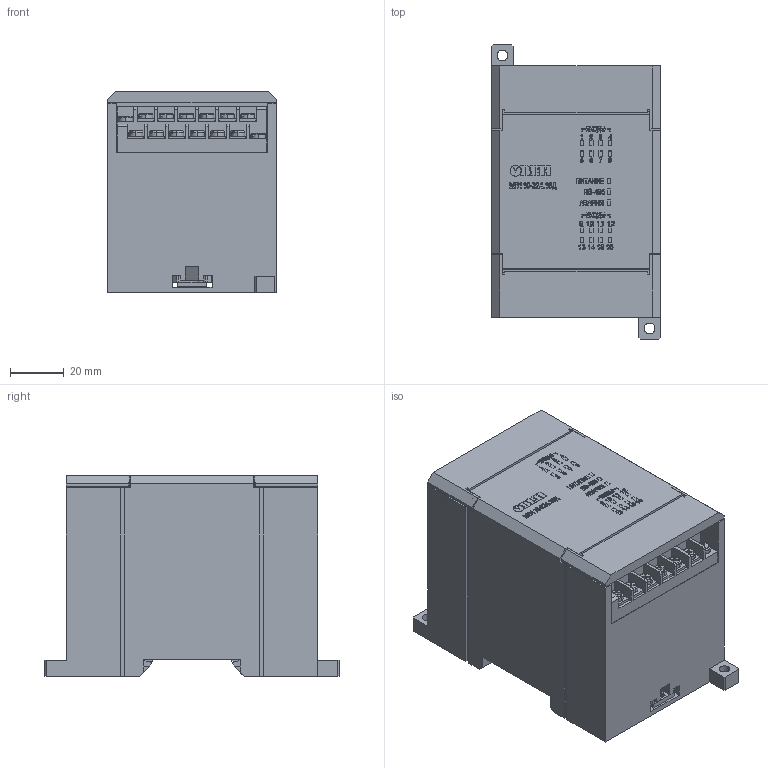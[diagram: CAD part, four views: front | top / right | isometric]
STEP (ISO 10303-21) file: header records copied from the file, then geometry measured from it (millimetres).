
FILE_DESCRIPTION (( 'STEP AP214' ), '1' );
FILE_NAME ('3D ìîäåëü ÌÂ110-224.16Ä(Ì01).STEP', '2017-01-17T07:51:37', ( 'adm' ), ( 'MICROSOFT' ), 'SwSTEP 2.0', 'SolidWorks 2011', '' );
FILE_SCHEMA (( 'AUTOMOTIVE_DESIGN' ));
Length unit declared in the file: millimetre
Products named in the file (5): Êðûøêà Ìõ110 (Ì01); Ðîçåòêà ÌÕ-12 (Ì01); Çàùåëêà Din (M01); Êîðïóñ ÌÂ110-224.16Ä(Ì01); 3D ìîäåëü ÌÂ110-224.16Ä(Ì01)
Assembly tree (7 placements, depth 2):
  3D ìîäåëü ÌÂ110-224.16Ä(Ì01)
    Êîðïóñ ÌÂ110-224.16Ä(Ì01)
    Çàùåëêà Din (M01)  x2
    Ðîçåòêà ÌÕ-12 (Ì01)  x2
    Êðûøêà Ìõ110 (Ì01)  x2
Bounding box: 63 x 110 x 75.1 mm (x, y, z)
Volume: 404794.8 mm3; surface area: 63551.1 mm2
Topology: 35 solids, 35 shells, 2239 faces, 5962 edges, 3956 vertices
Faces by surface type: plane 1602, bspline 331, cylinder 162, torus 92, cone 52
Entity records: 86646 total; most frequent: CARTESIAN_POINT 29885, ORIENTED_EDGE 9296, DIRECTION 7032, EDGE_CURVE 4648, LINE 3462, VECTOR 3462, VERTEX_POINT 3086, EDGE_LOOP 1918
